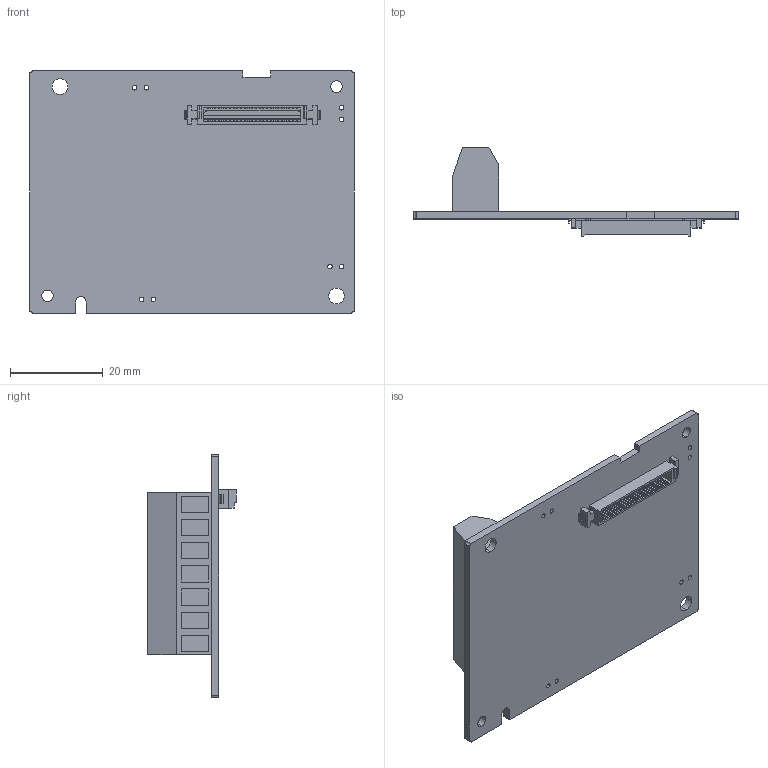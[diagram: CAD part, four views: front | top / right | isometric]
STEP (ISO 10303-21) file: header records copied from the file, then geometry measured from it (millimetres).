
FILE_DESCRIPTION (( 'STEP AP214' ), '1' );
FILE_NAME ('GS4-06NA.STEP', '2017-08-30T22:23:03', ( '' ), ( '' ), 'SwSTEP 2.0', 'SolidWorks 2016', '' );
FILE_SCHEMA (( 'AUTOMOTIVE_DESIGN' ));
Length unit declared in the file: inch
Products named in the file (1): GS4-06NA
Bounding box: 70 x 19.15 x 52.5 mm (x, y, z)
Volume: 10108.4 mm3; surface area: 10562.5 mm2
Topology: 3 solids, 3 shells, 645 faces, 1730 edges, 1152 vertices
Faces by surface type: plane 582, cylinder 59, torus 4
Entity records: 28359 total; most frequent: CARTESIAN_POINT 3528, ORIENTED_EDGE 3460, DIRECTION 3154, EDGE_CURVE 1730, LINE 1598, VECTOR 1598, VERTEX_POINT 1152, AXIS2_PLACEMENT_3D 778
